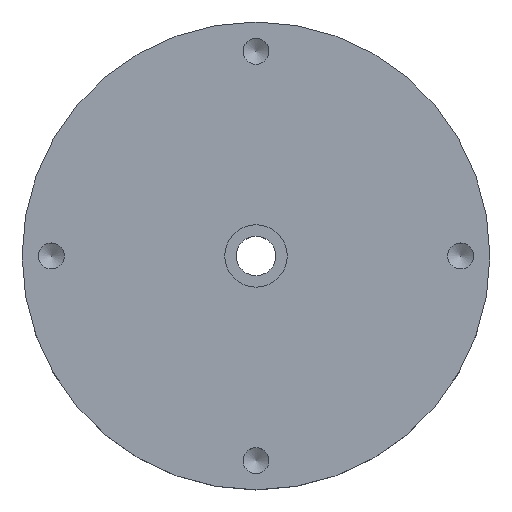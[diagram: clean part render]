
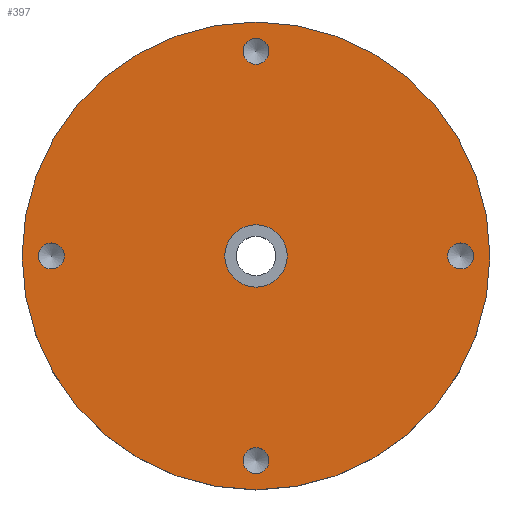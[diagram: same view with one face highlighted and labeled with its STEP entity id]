
A CAD part, top view. The second image highlights one B-rep face of the part: STEP entity #397.
In plain terms, the highlighted planar face has unit normal (0, 0, 1).
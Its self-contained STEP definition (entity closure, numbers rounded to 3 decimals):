
#85=FACE_BOUND('',#148,.T.);
#86=FACE_BOUND('',#149,.T.);
#87=FACE_BOUND('',#150,.T.);
#88=FACE_BOUND('',#151,.T.);
#89=FACE_BOUND('',#152,.T.);
#120=FACE_OUTER_BOUND('',#147,.T.);
#147=EDGE_LOOP('',(#353));
#148=EDGE_LOOP('',(#354));
#149=EDGE_LOOP('',(#355));
#150=EDGE_LOOP('',(#356));
#151=EDGE_LOOP('',(#357));
#152=EDGE_LOOP('',(#358));
#164=CIRCLE('',#427,8.);
#167=CIRCLE('',#433,3.323);
#169=CIRCLE('',#437,3.323);
#171=CIRCLE('',#441,3.323);
#173=CIRCLE('',#445,3.323);
#186=CIRCLE('',#471,60.);
#190=VERTEX_POINT('',#611);
#194=VERTEX_POINT('',#624);
#197=VERTEX_POINT('',#633);
#200=VERTEX_POINT('',#642);
#203=VERTEX_POINT('',#651);
#222=VERTEX_POINT('',#709);
#226=EDGE_CURVE('',#190,#190,#164,.T.);
#232=EDGE_CURVE('',#194,#194,#167,.T.);
#236=EDGE_CURVE('',#197,#197,#169,.T.);
#240=EDGE_CURVE('',#200,#200,#171,.T.);
#244=EDGE_CURVE('',#203,#203,#173,.T.);
#270=EDGE_CURVE('',#222,#222,#186,.T.);
#353=ORIENTED_EDGE('',*,*,#270,.T.);
#354=ORIENTED_EDGE('',*,*,#226,.T.);
#355=ORIENTED_EDGE('',*,*,#232,.T.);
#356=ORIENTED_EDGE('',*,*,#236,.T.);
#357=ORIENTED_EDGE('',*,*,#240,.T.);
#358=ORIENTED_EDGE('',*,*,#244,.T.);
#372=PLANE('',#470);
#397=ADVANCED_FACE('',(#120,#85,#86,#87,#88,#89),#372,.T.);
#427=AXIS2_PLACEMENT_3D('',#612,#485,#486);
#433=AXIS2_PLACEMENT_3D('',#625,#500,#501);
#437=AXIS2_PLACEMENT_3D('',#634,#510,#511);
#441=AXIS2_PLACEMENT_3D('',#643,#520,#521);
#445=AXIS2_PLACEMENT_3D('',#652,#530,#531);
#470=AXIS2_PLACEMENT_3D('',#708,#593,#594);
#471=AXIS2_PLACEMENT_3D('',#710,#595,#596);
#485=DIRECTION('center_axis',(0.,0.,-1.));
#486=DIRECTION('ref_axis',(1.,0.,0.));
#500=DIRECTION('center_axis',(0.,0.,-1.));
#501=DIRECTION('ref_axis',(1.,0.,0.));
#510=DIRECTION('center_axis',(0.,0.,-1.));
#511=DIRECTION('ref_axis',(1.,0.,0.));
#520=DIRECTION('center_axis',(0.,0.,-1.));
#521=DIRECTION('ref_axis',(1.,0.,0.));
#530=DIRECTION('center_axis',(0.,0.,-1.));
#531=DIRECTION('ref_axis',(1.,0.,0.));
#593=DIRECTION('center_axis',(0.,0.,1.));
#594=DIRECTION('ref_axis',(1.,0.,0.));
#595=DIRECTION('center_axis',(0.,0.,1.));
#596=DIRECTION('ref_axis',(1.,0.,0.));
#611=CARTESIAN_POINT('',(-8.,0.,20.));
#612=CARTESIAN_POINT('Origin',(0.,0.,20.));
#624=CARTESIAN_POINT('',(49.177,0.,20.));
#625=CARTESIAN_POINT('Origin',(52.5,0.,20.));
#633=CARTESIAN_POINT('',(-55.823,0.,20.));
#634=CARTESIAN_POINT('Origin',(-52.5,0.,20.));
#642=CARTESIAN_POINT('',(-3.323,52.5,20.));
#643=CARTESIAN_POINT('Origin',(0.,52.5,20.));
#651=CARTESIAN_POINT('',(-3.323,-52.5,20.));
#652=CARTESIAN_POINT('Origin',(0.,-52.5,20.));
#708=CARTESIAN_POINT('Origin',(0.,0.,20.));
#709=CARTESIAN_POINT('',(-60.,0.,20.));
#710=CARTESIAN_POINT('Origin',(0.,0.,20.));
